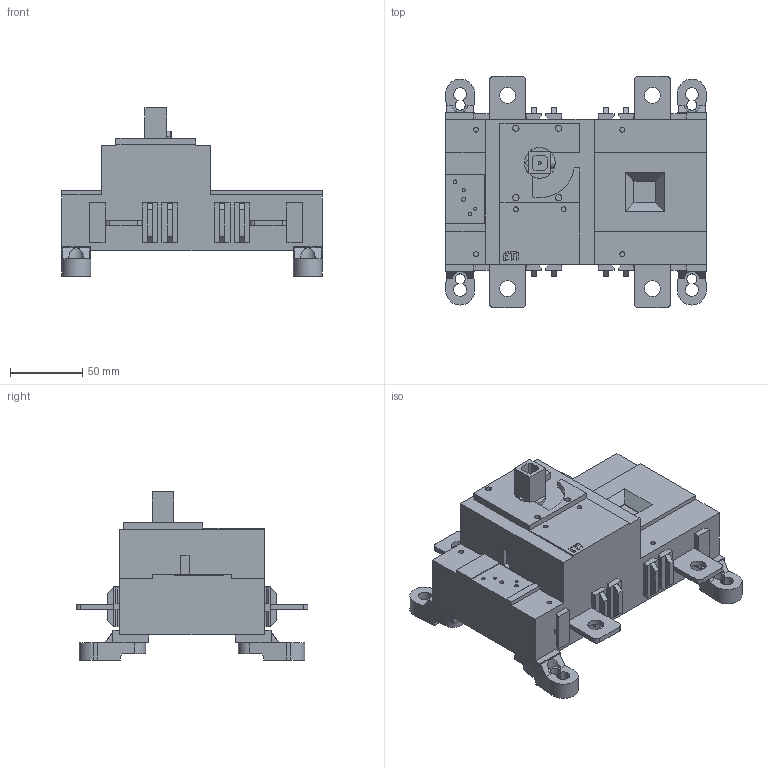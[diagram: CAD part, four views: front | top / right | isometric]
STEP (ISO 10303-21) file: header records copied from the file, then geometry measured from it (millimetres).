
FILE_DESCRIPTION((''),'2;1');
FILE_NAME('SDFG_ASM','2021-12-09T',('marketing.praksa'),('Audax d.o.o.'),'CREO PARAMETRIC BY PTC INC, 2017480','CREO PARAMETRIC BY PTC INC, 2017480','');
FILE_SCHEMA(('AUTOMOTIVE_DESIGN { 1 0 10303 214 1 1 1 1 }'));
Length unit declared in the file: millimetre
Products named in the file (13): PRT9562; PRT9562_1_1; PRT9562_1_2; PRT9562_1_3; PRT9562_1_4; PRT9562_1_5; PRT9562_1_6; PRT9562_1_7; PRT9562_1_8; PPP; PRT9563; PRT9804; SDFG_ASM
Assembly tree (12 placements, depth 2):
  SDFG_ASM
    PRT9562
    PRT9562_1_1
    PRT9562_1_2
    PRT9562_1_3
    PRT9562_1_4
    PRT9562_1_5
    PRT9562_1_6
    PRT9562_1_7
    PRT9562_1_8
    PPP
    PRT9563
    PRT9804
Bounding box: 180 x 160 x 116.1 mm (x, y, z)
Volume: 1040424.3 mm3; surface area: 110744.1 mm2
Topology: 14 solids, 14 shells, 539 faces, 1416 edges, 938 vertices
Faces by surface type: plane 394, cylinder 145
Entity records: 25739 total; most frequent: CARTESIAN_POINT 3049, DIRECTION 2851, ORIENTED_EDGE 2832, PRESENTATION_STYLE_ASSIGNMENT 1969, STYLED_ITEM 1969, CURVE_STYLE 1416, EDGE_CURVE 1416, VECTOR 1091
